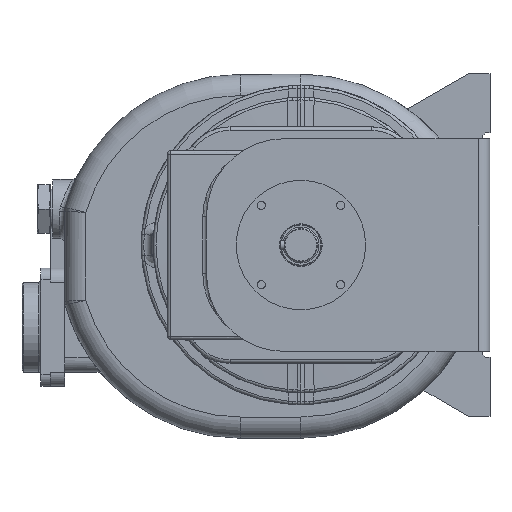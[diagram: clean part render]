
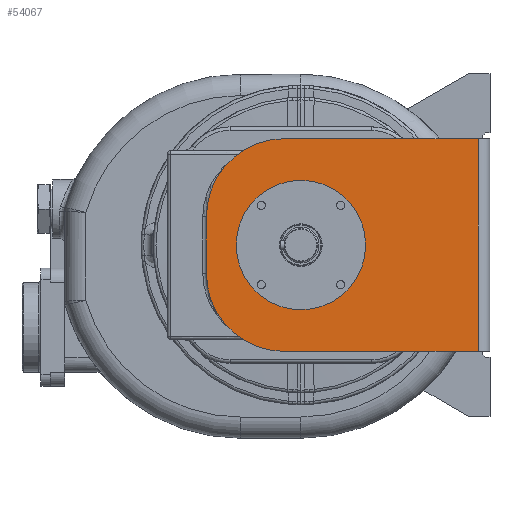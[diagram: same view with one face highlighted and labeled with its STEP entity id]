
A CAD part, left-side view. The second image highlights one B-rep face of the part: STEP entity #54067.
In plain terms, the highlighted planar face has unit normal (-1, 0, 0).
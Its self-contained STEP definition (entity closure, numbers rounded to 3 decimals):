
#14477=DIRECTION('',(0.,0.,1.));
#14478=VECTOR('',#14477,180.);
#14479=CARTESIAN_POINT('',(-370.5,10.,-90.));
#14480=LINE('',#14479,#14478);
#14652=CARTESIAN_POINT('',(-370.5,174.,-24.));
#14653=DIRECTION('',(1.,0.,0.));
#14654=DIRECTION('',(0.,0.,-1.));
#14655=AXIS2_PLACEMENT_3D('',#14652,#14653,#14654);
#14657=DIRECTION('',(0.,0.,1.));
#14658=VECTOR('',#14657,48.);
#14659=CARTESIAN_POINT('',(-370.5,240.,-24.));
#14660=LINE('',#14659,#14658);
#14661=CARTESIAN_POINT('',(-370.5,174.,24.));
#14662=DIRECTION('',(1.,0.,0.));
#14663=DIRECTION('',(0.,1.,0.));
#14664=AXIS2_PLACEMENT_3D('',#14661,#14662,#14663);
#14666=DIRECTION('',(0.,-1.,0.));
#14667=VECTOR('',#14666,164.);
#14668=CARTESIAN_POINT('',(-370.5,174.,90.));
#14669=LINE('',#14668,#14667);
#14670=DIRECTION('',(0.,1.,0.));
#14671=VECTOR('',#14670,164.);
#14672=CARTESIAN_POINT('',(-370.5,10.,-90.));
#14673=LINE('',#14672,#14671);
#14674=CARTESIAN_POINT('',(-370.5,160.,0.));
#14675=DIRECTION('',(-1.,0.,0.));
#14676=DIRECTION('',(0.,0.,-1.));
#14677=AXIS2_PLACEMENT_3D('',#14674,#14675,#14676);
#14679=CARTESIAN_POINT('',(-370.5,160.,0.));
#14680=DIRECTION('',(-1.,0.,0.));
#14681=DIRECTION('',(0.,0.,1.));
#14682=AXIS2_PLACEMENT_3D('',#14679,#14680,#14681);
#30634=CARTESIAN_POINT('',(-370.5,160.,-54.75));
#30635=CARTESIAN_POINT('',(-370.5,160.,54.75));
#30636=VERTEX_POINT('',#30634);
#30637=VERTEX_POINT('',#30635);
#30678=CARTESIAN_POINT('',(-370.5,174.,-90.));
#30680=VERTEX_POINT('',#30678);
#30685=CARTESIAN_POINT('',(-370.5,10.,-90.));
#30686=VERTEX_POINT('',#30685);
#30687=CARTESIAN_POINT('',(-370.5,10.,90.));
#30688=VERTEX_POINT('',#30687);
#30689=CARTESIAN_POINT('',(-370.5,174.,90.));
#30690=VERTEX_POINT('',#30689);
#30733=CARTESIAN_POINT('',(-370.5,240.,-24.));
#30734=VERTEX_POINT('',#30733);
#30735=CARTESIAN_POINT('',(-370.5,240.,24.));
#30736=VERTEX_POINT('',#30735);
#54048=CARTESIAN_POINT('',(-370.5,160.,0.));
#54049=DIRECTION('',(-1.,0.,0.));
#54050=DIRECTION('',(0.,-1.,0.));
#54051=AXIS2_PLACEMENT_3D('',#54048,#54049,#54050);
#54052=PLANE('',#54051);
#54053=ORIENTED_EDGE('',*,*,#54041,.T.);
#54054=ORIENTED_EDGE('',*,*,#53781,.T.);
#54055=ORIENTED_EDGE('',*,*,#53802,.T.);
#54056=ORIENTED_EDGE('',*,*,#53815,.T.);
#54057=ORIENTED_EDGE('',*,*,#53845,.F.);
#54058=ORIENTED_EDGE('',*,*,#54029,.T.);
#54059=EDGE_LOOP('',(#54053,#54054,#54055,#54056,#54057,#54058));
#54060=FACE_OUTER_BOUND('',#54059,.F.);
#54062=ORIENTED_EDGE('',*,*,#54061,.T.);
#54064=ORIENTED_EDGE('',*,*,#54063,.T.);
#54065=EDGE_LOOP('',(#54062,#54064));
#54066=FACE_BOUND('',#54065,.F.);
#54067=ADVANCED_FACE('',(#54060,#54066),#54052,.T.);
#14656=CIRCLE('',#14655,66.);
#14665=CIRCLE('',#14664,66.);
#14678=CIRCLE('',#14677,54.75);
#14683=CIRCLE('',#14682,54.75);
#53781=EDGE_CURVE('',#30734,#30736,#14660,.T.);
#53802=EDGE_CURVE('',#30736,#30690,#14665,.T.);
#53815=EDGE_CURVE('',#30690,#30688,#14669,.T.);
#53845=EDGE_CURVE('',#30686,#30688,#14480,.T.);
#54029=EDGE_CURVE('',#30686,#30680,#14673,.T.);
#54041=EDGE_CURVE('',#30680,#30734,#14656,.T.);
#54061=EDGE_CURVE('',#30636,#30637,#14678,.T.);
#54063=EDGE_CURVE('',#30637,#30636,#14683,.T.);
